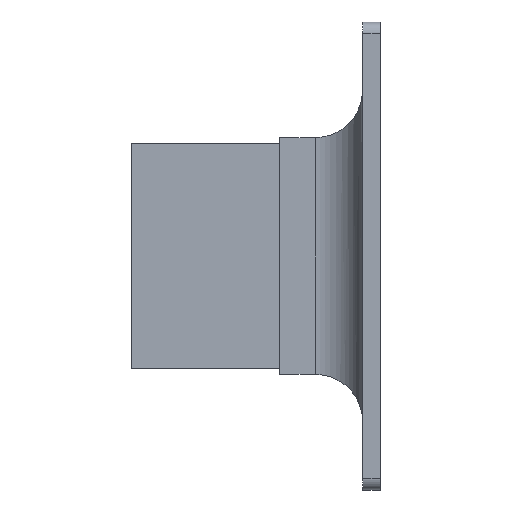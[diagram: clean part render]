
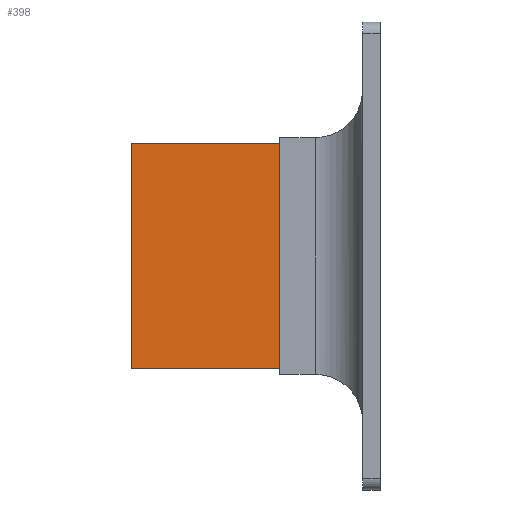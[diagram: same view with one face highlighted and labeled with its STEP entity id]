
A CAD part, left-side view. The second image highlights one B-rep face of the part: STEP entity #398.
In plain terms, the highlighted planar face has unit normal (-1, 0, 0).
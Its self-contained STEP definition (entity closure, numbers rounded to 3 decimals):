
#60 = LINE ( 'NONE', #514, #519 ) ;
#77 = DIRECTION ( 'NONE',  ( 0., 0., 1. ) ) ;
#130 = ORIENTED_EDGE ( 'NONE', *, *, #1214, .F. ) ;
#137 = DIRECTION ( 'NONE',  ( 0., -1., 0. ) ) ;
#157 = VERTEX_POINT ( 'NONE', #883 ) ;
#175 = VERTEX_POINT ( 'NONE', #1136 ) ;
#398 = ADVANCED_FACE ( 'NONE', ( #1065 ), #1164, .F. ) ;
#457 = CARTESIAN_POINT ( 'NONE',  ( -19., 42., -19. ) ) ;
#467 = ORIENTED_EDGE ( 'NONE', *, *, #1328, .T. ) ;
#488 = CARTESIAN_POINT ( 'NONE',  ( -19., 42., -19. ) ) ;
#514 = CARTESIAN_POINT ( 'NONE',  ( -19., 17., -19. ) ) ;
#519 = VECTOR ( 'NONE', #77, 1000. ) ;
#526 = EDGE_LOOP ( 'NONE', ( #467, #130, #1230, #1394 ) ) ;
#549 = VERTEX_POINT ( 'NONE', #1094 ) ;
#699 = DIRECTION ( 'NONE',  ( 1., 0., 0. ) ) ;
#701 = LINE ( 'NONE', #1422, #1149 ) ;
#702 = VERTEX_POINT ( 'NONE', #1025 ) ;
#786 = VECTOR ( 'NONE', #952, 1000. ) ;
#883 = CARTESIAN_POINT ( 'NONE',  ( -19., 42., -19. ) ) ;
#952 = DIRECTION ( 'NONE',  ( 0., 0., 1. ) ) ;
#1025 = CARTESIAN_POINT ( 'NONE',  ( -19., 17., -19. ) ) ;
#1042 = CARTESIAN_POINT ( 'NONE',  ( -19., 42., -19. ) ) ;
#1065 = FACE_OUTER_BOUND ( 'NONE', #526, .T. ) ;
#1094 = CARTESIAN_POINT ( 'NONE',  ( -19., 17., 19. ) ) ;
#1130 = DIRECTION ( 'NONE',  ( 0., -1., 0. ) ) ;
#1136 = CARTESIAN_POINT ( 'NONE',  ( -19., 42., 19. ) ) ;
#1142 = LINE ( 'NONE', #457, #1239 ) ;
#1149 = VECTOR ( 'NONE', #137, 1000. ) ;
#1158 = DIRECTION ( 'NONE',  ( 0., 0., -1. ) ) ;
#1164 = PLANE ( 'NONE',  #1318 ) ;
#1214 = EDGE_CURVE ( 'NONE', #175, #549, #701, .T. ) ;
#1230 = ORIENTED_EDGE ( 'NONE', *, *, #1300, .F. ) ;
#1239 = VECTOR ( 'NONE', #1130, 1000. ) ;
#1300 = EDGE_CURVE ( 'NONE', #157, #175, #1406, .T. ) ;
#1318 = AXIS2_PLACEMENT_3D ( 'NONE', #1042, #699, #1158 ) ;
#1328 = EDGE_CURVE ( 'NONE', #702, #549, #60, .T. ) ;
#1394 = ORIENTED_EDGE ( 'NONE', *, *, #1475, .T. ) ;
#1406 = LINE ( 'NONE', #488, #786 ) ;
#1422 = CARTESIAN_POINT ( 'NONE',  ( -19., 42., 19. ) ) ;
#1475 = EDGE_CURVE ( 'NONE', #157, #702, #1142, .T. ) ;
